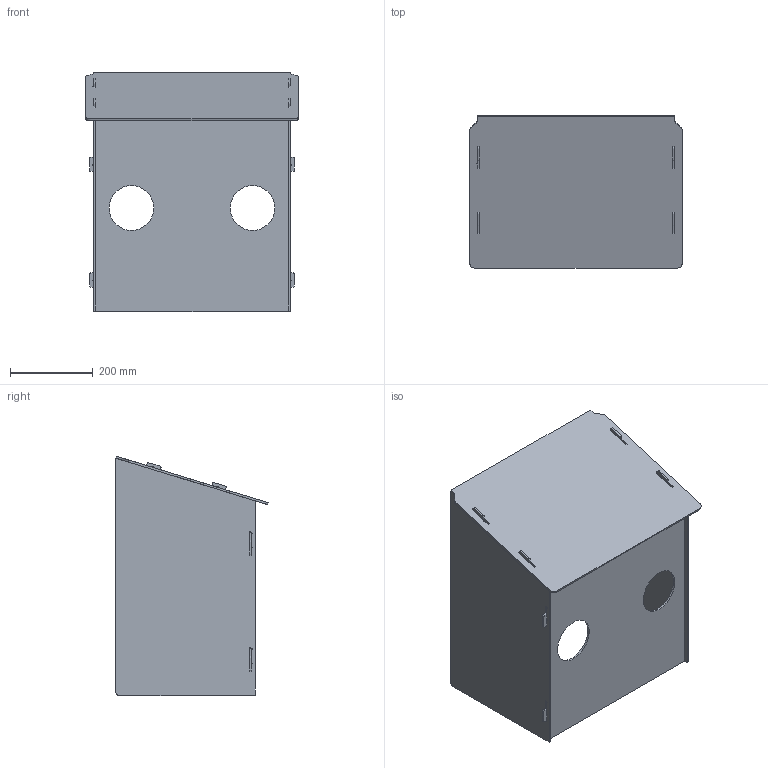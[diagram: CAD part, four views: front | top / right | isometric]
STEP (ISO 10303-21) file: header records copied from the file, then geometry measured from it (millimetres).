
FILE_DESCRIPTION(/* description */ (''),/* implementation_level */ '2;1');
FILE_NAME(/* name */ 'Polycarbinate Box - Flatpack - V5 v38.step',/* time_stamp */ '2020-03-31T20:54:35-07:00',/* author */ (''),/* organization */ (''),/* preprocessor_version */ 'ST-DEVELOPER v18',/* originating_system */ 'Autodesk Translation Framework v8.12.0.6',/* authorisation */ '');
FILE_SCHEMA (('AUTOMOTIVE_DESIGN { 1 0 10303 214 3 1 1 }'));
Length unit declared in the file: inch
Products named in the file (5): Polycarbinate Box - Flatpack - V5; Left Side; Right Side; Front; Top
Assembly tree (4 placements, depth 2):
  Polycarbinate Box - Flatpack - V5
    Left Side
    Right Side
    Front
    Top
Bounding box: 512.7 x 367.73 x 577.31 mm (x, y, z)
Volume: 3573752.3 mm3; surface area: 1542423.8 mm2
Topology: 4 solids, 4 shells, 196 faces, 568 edges, 380 vertices
Faces by surface type: plane 113, cylinder 83
Full cylindrical faces by diameter (mm): 107.95 x2
Entity records: 6688 total; most frequent: CARTESIAN_POINT 1153, DIRECTION 1144, ORIENTED_EDGE 1136, EDGE_CURVE 568, LINE 402, VECTOR 402, VERTEX_POINT 380, AXIS2_PLACEMENT_3D 371
